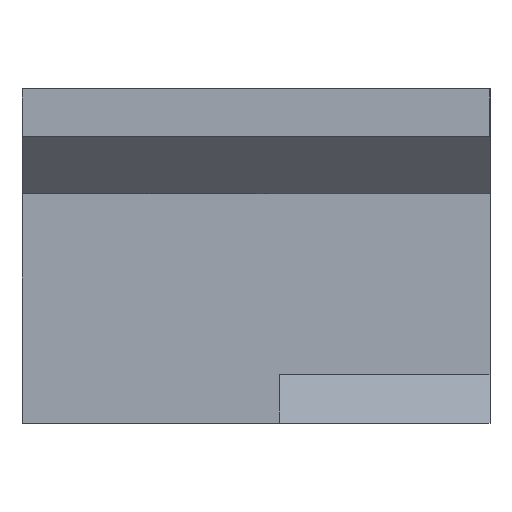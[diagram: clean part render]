
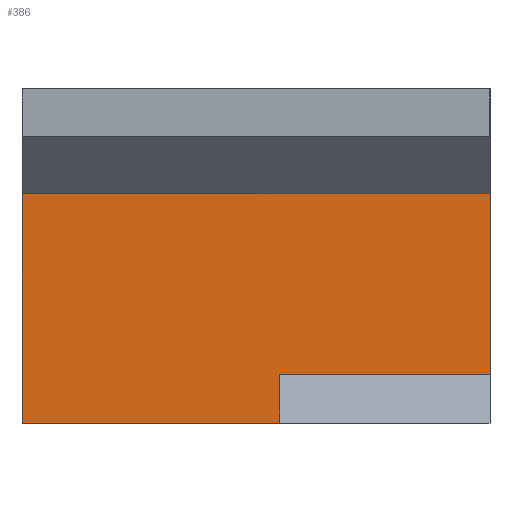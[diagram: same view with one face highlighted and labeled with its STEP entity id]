
A CAD part, left-side view. The second image highlights one B-rep face of the part: STEP entity #386.
In plain terms, the highlighted planar face has unit normal (-1, 0, 0).
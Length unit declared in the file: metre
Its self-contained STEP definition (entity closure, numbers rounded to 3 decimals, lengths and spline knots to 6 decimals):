
#14=ORIENTED_EDGE('',*,*,#122,.T.);
#15=ORIENTED_EDGE('',*,*,#123,.T.);
#16=ORIENTED_EDGE('',*,*,#124,.T.);
#17=ORIENTED_EDGE('',*,*,#125,.F.);
#18=ORIENTED_EDGE('',*,*,#126,.F.);
#19=ORIENTED_EDGE('',*,*,#127,.T.);
#122=EDGE_CURVE('',#176,#177,#212,.T.);
#123=EDGE_CURVE('',#177,#178,#213,.T.);
#124=EDGE_CURVE('',#178,#179,#214,.T.);
#125=EDGE_CURVE('',#180,#179,#215,.T.);
#126=EDGE_CURVE('',#181,#180,#216,.T.);
#127=EDGE_CURVE('',#181,#176,#217,.T.);
#176=VERTEX_POINT('',#560);
#177=VERTEX_POINT('',#561);
#178=VERTEX_POINT('',#563);
#179=VERTEX_POINT('',#565);
#180=VERTEX_POINT('',#567);
#181=VERTEX_POINT('',#569);
#212=LINE('',#559,#266);
#213=LINE('',#562,#267);
#214=LINE('',#564,#268);
#215=LINE('',#566,#269);
#216=LINE('',#568,#270);
#217=LINE('',#570,#271);
#266=VECTOR('',#459,1.);
#267=VECTOR('',#460,1.);
#268=VECTOR('',#461,1.);
#269=VECTOR('',#462,1.);
#270=VECTOR('',#463,1.);
#271=VECTOR('',#464,1.);
#320=EDGE_LOOP('',(#14,#15,#16,#17,#18,#19));
#342=FACE_BOUND('',#320,.T.);
#364=PLANE('',#432);
#386=ADVANCED_FACE('',(#342),#364,.F.);
#432=AXIS2_PLACEMENT_3D('',#558,#457,#458);
#457=DIRECTION('',(1.,0.,0.));
#458=DIRECTION('',(0.,0.,1.));
#459=DIRECTION('',(0.,-1.,0.));
#460=DIRECTION('',(0.,0.,1.));
#461=DIRECTION('',(0.,1.,0.));
#462=DIRECTION('',(0.,0.,1.));
#463=DIRECTION('',(0.,1.,0.));
#464=DIRECTION('',(0.,0.,1.));
#558=CARTESIAN_POINT('',(-0.0115,-0.0245,0.012));
#559=CARTESIAN_POINT('',(-0.0115,-0.0025,0.005086));
#560=CARTESIAN_POINT('',(-0.0115,-0.0025,0.005086));
#561=CARTESIAN_POINT('',(-0.0115,-0.0245,0.005086));
#562=CARTESIAN_POINT('',(-0.0115,-0.0245,0.012));
#563=CARTESIAN_POINT('',(-0.0115,-0.0245,0.024));
#564=CARTESIAN_POINT('',(-0.0115,-0.0245,0.024));
#565=CARTESIAN_POINT('',(-0.0115,0.0245,0.024));
#566=CARTESIAN_POINT('',(-0.0115,0.0245,0.012));
#567=CARTESIAN_POINT('',(-0.0115,0.0245,0.));
#568=CARTESIAN_POINT('',(-0.0115,-0.0245,0.));
#569=CARTESIAN_POINT('',(-0.0115,-0.0025,0.));
#570=CARTESIAN_POINT('',(-0.0115,-0.0025,0.012));
